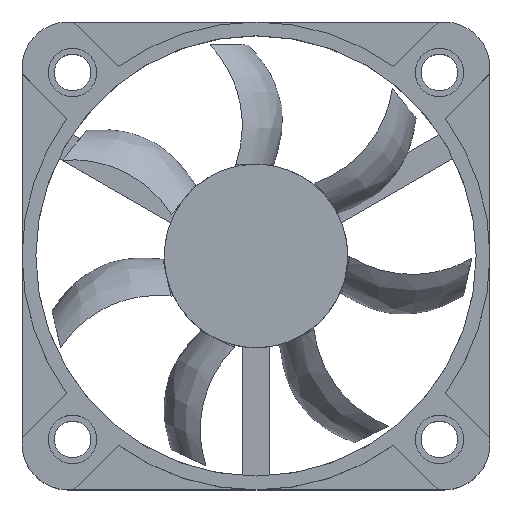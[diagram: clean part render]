
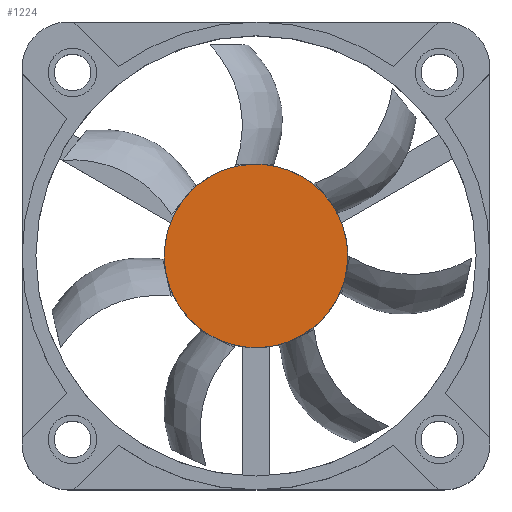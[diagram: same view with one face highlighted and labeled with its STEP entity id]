
A CAD part, top view. The second image highlights one B-rep face of the part: STEP entity #1224.
In plain terms, the highlighted planar face has unit normal (0, 0, 1).
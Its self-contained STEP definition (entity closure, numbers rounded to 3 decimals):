
#218 = VERTEX_POINT ( 'NONE', #2578 ) ;
#469 = CIRCLE ( 'NONE', #1267, 10. ) ;
#522 = CARTESIAN_POINT ( 'NONE',  ( 0., 0., 10. ) ) ;
#572 = CARTESIAN_POINT ( 'NONE',  ( -2.25, -9.743, 10. ) ) ;
#575 = CARTESIAN_POINT ( 'NONE',  ( 0., 0., 10. ) ) ;
#580 = AXIS2_PLACEMENT_3D ( 'NONE', #1021, #5767, #5840 ) ;
#944 = AXIS2_PLACEMENT_3D ( 'NONE', #4836, #1945, #3291 ) ;
#946 = EDGE_CURVE ( 'NONE', #2613, #218, #2361, .T. ) ;
#1013 = FACE_OUTER_BOUND ( 'NONE', #3303, .T. ) ;
#1021 = CARTESIAN_POINT ( 'NONE',  ( 0., 0., 10. ) ) ;
#1105 = CIRCLE ( 'NONE', #1899, 10. ) ;
#1217 = VERTEX_POINT ( 'NONE', #5239 ) ;
#1224 = ADVANCED_FACE ( 'NONE', ( #1013 ), #1538, .T. ) ;
#1267 = AXIS2_PLACEMENT_3D ( 'NONE', #3230, #5115, #4697 ) ;
#1480 = CARTESIAN_POINT ( 'NONE',  ( 0., 0., 10. ) ) ;
#1538 = PLANE ( 'NONE',  #3058 ) ;
#1558 = VERTEX_POINT ( 'NONE', #5896 ) ;
#1642 = EDGE_CURVE ( 'NONE', #1217, #5786, #4343, .T. ) ;
#1669 = CARTESIAN_POINT ( 'NONE',  ( -2.2, 9.755, 10. ) ) ;
#1796 = DIRECTION ( 'NONE',  ( 0., 0., 1. ) ) ;
#1899 = AXIS2_PLACEMENT_3D ( 'NONE', #522, #2413, #2919 ) ;
#1945 = DIRECTION ( 'NONE',  ( 0., 0., 1. ) ) ;
#1948 = DIRECTION ( 'NONE',  ( -1., 0., 0. ) ) ;
#1966 = EDGE_CURVE ( 'NONE', #1558, #2613, #2007, .T. ) ;
#2002 = CARTESIAN_POINT ( 'NONE',  ( 10., -0.026, 10. ) ) ;
#2007 = CIRCLE ( 'NONE', #4966, 10. ) ;
#2199 = VERTEX_POINT ( 'NONE', #4624 ) ;
#2310 = EDGE_CURVE ( 'NONE', #2199, #1217, #4464, .T. ) ;
#2361 = CIRCLE ( 'NONE', #580, 10. ) ;
#2413 = DIRECTION ( 'NONE',  ( 0., 0., 1. ) ) ;
#2421 = EDGE_CURVE ( 'NONE', #5786, #4104, #1105, .T. ) ;
#2509 = ORIENTED_EDGE ( 'NONE', *, *, #946, .T. ) ;
#2578 = CARTESIAN_POINT ( 'NONE',  ( 6.255, 7.802, 10. ) ) ;
#2602 = EDGE_CURVE ( 'NONE', #218, #4255, #469, .T. ) ;
#2613 = VERTEX_POINT ( 'NONE', #2002 ) ;
#2790 = CARTESIAN_POINT ( 'NONE',  ( 0., 0., 10. ) ) ;
#2919 = DIRECTION ( 'NONE',  ( -1., 0., 0. ) ) ;
#2920 = ORIENTED_EDGE ( 'NONE', *, *, #4702, .T. ) ;
#3006 = ORIENTED_EDGE ( 'NONE', *, *, #1642, .T. ) ;
#3058 = AXIS2_PLACEMENT_3D ( 'NONE', #575, #4770, #3410 ) ;
#3139 = DIRECTION ( 'NONE',  ( -1., 0., 0. ) ) ;
#3165 = DIRECTION ( 'NONE',  ( 0., 0., 1. ) ) ;
#3205 = CIRCLE ( 'NONE', #944, 10. ) ;
#3230 = CARTESIAN_POINT ( 'NONE',  ( 0., 0., 10. ) ) ;
#3291 = DIRECTION ( 'NONE',  ( -1., 0., 0. ) ) ;
#3303 = EDGE_LOOP ( 'NONE', ( #2920, #5981, #3006, #4047, #3964, #4136, #2509, #3547 ) ) ;
#3339 = EDGE_CURVE ( 'NONE', #4104, #1558, #3205, .T. ) ;
#3410 = DIRECTION ( 'NONE',  ( 1., 0., 0. ) ) ;
#3515 = CIRCLE ( 'NONE', #5493, 10. ) ;
#3547 = ORIENTED_EDGE ( 'NONE', *, *, #2602, .T. ) ;
#3794 = DIRECTION ( 'NONE',  ( -1., 0., 0. ) ) ;
#3964 = ORIENTED_EDGE ( 'NONE', *, *, #3339, .T. ) ;
#4047 = ORIENTED_EDGE ( 'NONE', *, *, #2421, .T. ) ;
#4104 = VERTEX_POINT ( 'NONE', #572 ) ;
#4136 = ORIENTED_EDGE ( 'NONE', *, *, #1966, .T. ) ;
#4255 = VERTEX_POINT ( 'NONE', #1669 ) ;
#4317 = DIRECTION ( 'NONE',  ( 0., 0., 1. ) ) ;
#4343 = CIRCLE ( 'NONE', #5923, 10. ) ;
#4464 = CIRCLE ( 'NONE', #4634, 10. ) ;
#4582 = CARTESIAN_POINT ( 'NONE',  ( 0., 0., 10. ) ) ;
#4624 = CARTESIAN_POINT ( 'NONE',  ( -8.998, 4.362, 10. ) ) ;
#4634 = AXIS2_PLACEMENT_3D ( 'NONE', #5709, #5187, #3794 ) ;
#4697 = DIRECTION ( 'NONE',  ( -1., 0., 0. ) ) ;
#4702 = EDGE_CURVE ( 'NONE', #4255, #2199, #3515, .T. ) ;
#4770 = DIRECTION ( 'NONE',  ( 0., 0., 1. ) ) ;
#4836 = CARTESIAN_POINT ( 'NONE',  ( 0., 0., 10. ) ) ;
#4966 = AXIS2_PLACEMENT_3D ( 'NONE', #2790, #3165, #3139 ) ;
#5083 = DIRECTION ( 'NONE',  ( -1., 0., 0. ) ) ;
#5115 = DIRECTION ( 'NONE',  ( 0., 0., 1. ) ) ;
#5187 = DIRECTION ( 'NONE',  ( 0., 0., 1. ) ) ;
#5239 = CARTESIAN_POINT ( 'NONE',  ( -10., 0., 10. ) ) ;
#5493 = AXIS2_PLACEMENT_3D ( 'NONE', #1480, #4317, #1948 ) ;
#5709 = CARTESIAN_POINT ( 'NONE',  ( 0., 0., 10. ) ) ;
#5767 = DIRECTION ( 'NONE',  ( 0., 0., 1. ) ) ;
#5786 = VERTEX_POINT ( 'NONE', #5962 ) ;
#5840 = DIRECTION ( 'NONE',  ( -1., 0., 0. ) ) ;
#5896 = CARTESIAN_POINT ( 'NONE',  ( 6.215, -7.834, 10. ) ) ;
#5923 = AXIS2_PLACEMENT_3D ( 'NONE', #4582, #1796, #5083 ) ;
#5962 = CARTESIAN_POINT ( 'NONE',  ( -9.021, -4.316, 10. ) ) ;
#5981 = ORIENTED_EDGE ( 'NONE', *, *, #2310, .T. ) ;
